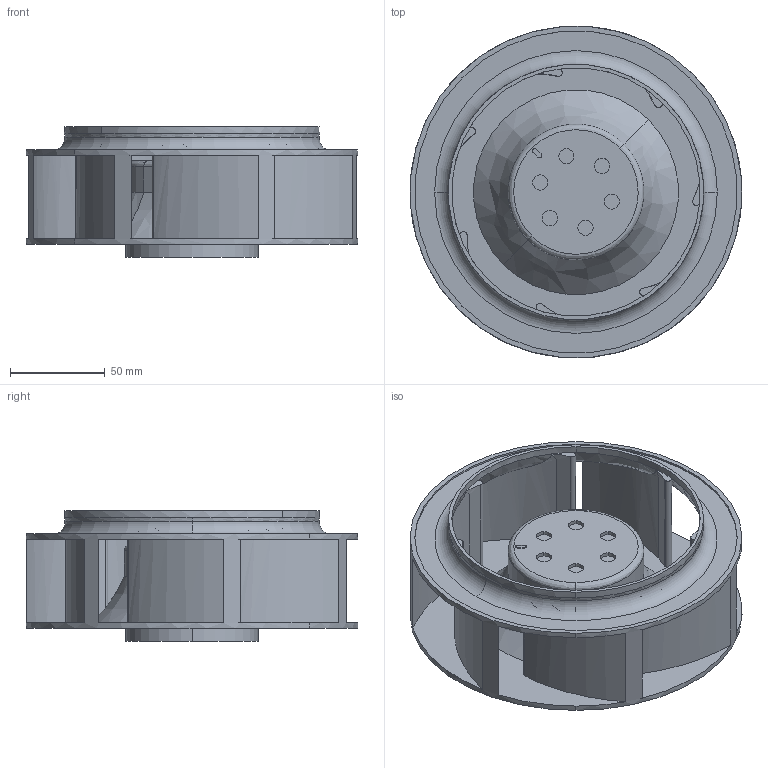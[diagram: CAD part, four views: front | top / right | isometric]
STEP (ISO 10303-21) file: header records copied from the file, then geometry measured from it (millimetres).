
FILE_DESCRIPTION (( 'STEP AP214' ), '1' );
FILE_NAME ('TCA1748ATXHD_Dummy model.STEP', '2018-10-01T07:50:47', ( '' ), ( '' ), 'SwSTEP 2.0', 'SolidWorks 2016', '' );
FILE_SCHEMA (( 'AUTOMOTIVE_DESIGN' ));
Length unit declared in the file: millimetre
Products named in the file (1): TCA1748ATXHD_Dummy model
Bounding box: 174.96 x 174.79 x 69 mm (x, y, z)
Volume: 415852.8 mm3; surface area: 131981.2 mm2
Topology: 1 solids, 1 shells, 110 faces, 287 edges, 182 vertices
Faces by surface type: cylinder 36, bspline 33, plane 30, cone 7, torus 4
Entity records: 5835 total; most frequent: CARTESIAN_POINT 2498, ORIENTED_EDGE 574, DIRECTION 498, EDGE_CURVE 287, AXIS2_PLACEMENT_3D 213, VERTEX_POINT 182, CIRCLE 135, EDGE_LOOP 127
